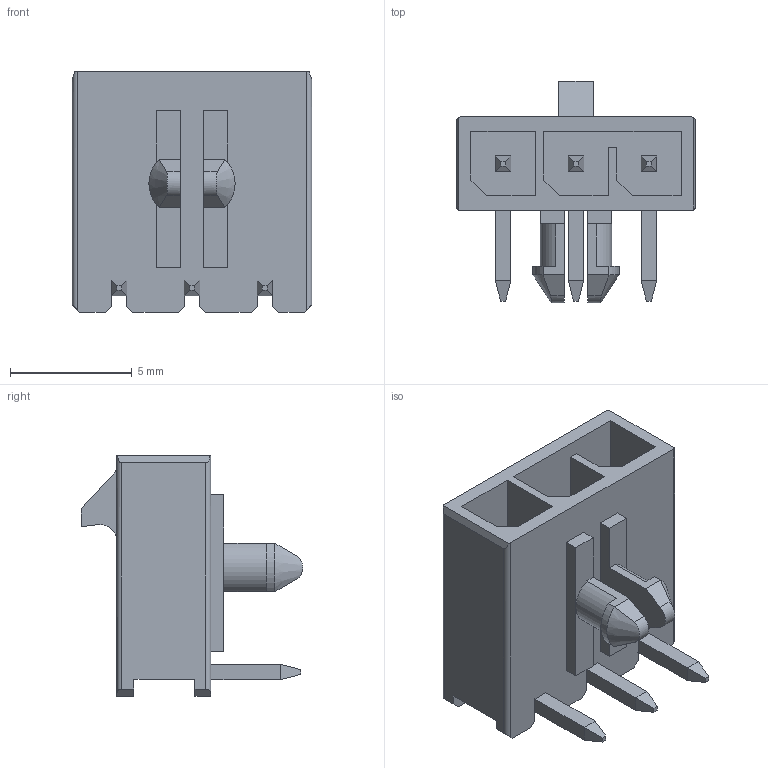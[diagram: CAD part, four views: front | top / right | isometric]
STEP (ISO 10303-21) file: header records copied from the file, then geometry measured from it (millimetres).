
FILE_DESCRIPTION (( 'STEP AP214' ), '1' );
FILE_NAME ('2157601003.STEP', '2024-04-01T04:19:47', ( 'LENOVO' ), ( '' ), 'SwSTEP 2.0', 'SolidWorks 2021', '' );
FILE_SCHEMA (( 'AUTOMOTIVE_DESIGN' ));
Length unit declared in the file: millimetre
Products named in the file (1): 2157601003
Bounding box: 9.85 x 9.12 x 9.9 mm (x, y, z)
Volume: 247.9 mm3; surface area: 698 mm2
Topology: 7 solids, 7 shells, 170 faces, 423 edges, 272 vertices
Faces by surface type: plane 153, cylinder 15, cone 2
Entity records: 5039 total; most frequent: CARTESIAN_POINT 920, ORIENTED_EDGE 846, DIRECTION 777, EDGE_CURVE 423, VECTOR 383, LINE 383, VERTEX_POINT 272, AXIS2_PLACEMENT_3D 197
